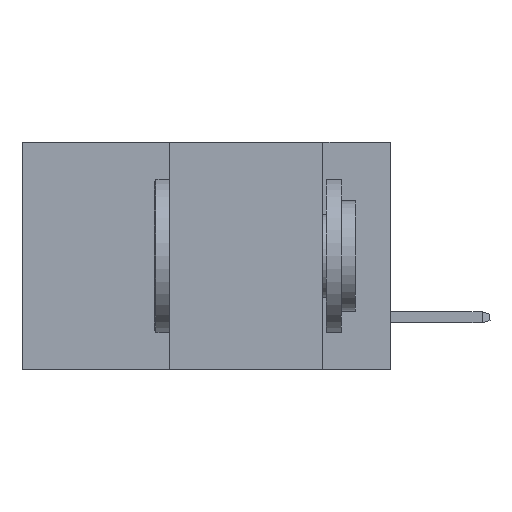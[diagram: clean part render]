
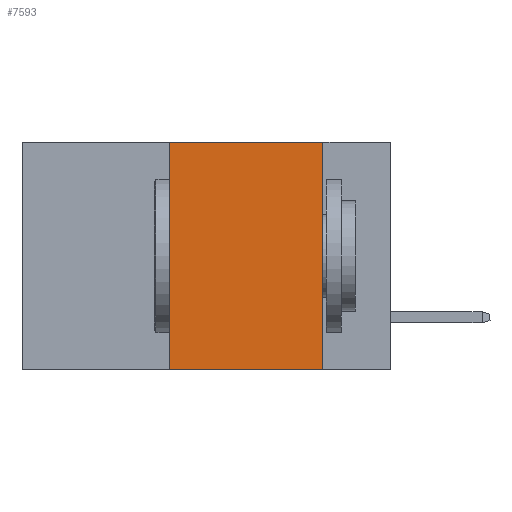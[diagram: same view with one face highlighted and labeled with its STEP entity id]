
A CAD part, left-side view. The second image highlights one B-rep face of the part: STEP entity #7593.
In plain terms, the highlighted planar face has unit normal (-1, 0, 0).
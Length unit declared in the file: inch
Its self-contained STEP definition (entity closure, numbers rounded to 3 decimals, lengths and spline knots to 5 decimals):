
#186 = DIRECTION ( 'NONE',  ( 0., -1., 0. ) ) ;
#586 = CARTESIAN_POINT ( 'NONE',  ( 0., 0.36, 0. ) ) ;
#635 = VERTEX_POINT ( 'NONE', #33159 ) ;
#2209 = EDGE_CURVE ( 'NONE', #635, #23861, #18602, .T. ) ;
#3366 = VECTOR ( 'NONE', #17017, 39.37008 ) ;
#7593 = ADVANCED_FACE ( 'NONE', ( #34042 ), #26077, .F. ) ;
#11044 = CARTESIAN_POINT ( 'NONE',  ( 0., 0.6, -0.37 ) ) ;
#11254 = VERTEX_POINT ( 'NONE', #26643 ) ;
#11389 = VECTOR ( 'NONE', #27167, 39.37008 ) ;
#12304 = DIRECTION ( 'NONE',  ( 0., 0., -1. ) ) ;
#12563 = CARTESIAN_POINT ( 'NONE',  ( 0., 0.6, 0. ) ) ;
#12673 = DIRECTION ( 'NONE',  ( 0., 0., -1. ) ) ;
#14904 = LINE ( 'NONE', #22049, #34426 ) ;
#15317 = EDGE_CURVE ( 'NONE', #24067, #11254, #14904, .T. ) ;
#15700 = ORIENTED_EDGE ( 'NONE', *, *, #34036, .F. ) ;
#16614 = ORIENTED_EDGE ( 'NONE', *, *, #2209, .T. ) ;
#17017 = DIRECTION ( 'NONE',  ( 0., 0., 1. ) ) ;
#17387 = CARTESIAN_POINT ( 'NONE',  ( 0., 0.36, 0. ) ) ;
#17631 = CARTESIAN_POINT ( 'NONE',  ( 0., 0.11, 0. ) ) ;
#18602 = LINE ( 'NONE', #11044, #11389 ) ;
#18903 = ORIENTED_EDGE ( 'NONE', *, *, #21654, .F. ) ;
#20737 = VECTOR ( 'NONE', #12304, 39.37008 ) ;
#21654 = EDGE_CURVE ( 'NONE', #635, #24067, #28090, .T. ) ;
#21884 = CARTESIAN_POINT ( 'NONE',  ( 0., 0.11, -0.37 ) ) ;
#22049 = CARTESIAN_POINT ( 'NONE',  ( 0., 0.6, 0. ) ) ;
#23861 = VERTEX_POINT ( 'NONE', #21884 ) ;
#24067 = VERTEX_POINT ( 'NONE', #17387 ) ;
#25450 = AXIS2_PLACEMENT_3D ( 'NONE', #12563, #28744, #12673 ) ;
#26077 = PLANE ( 'NONE',  #25450 ) ;
#26643 = CARTESIAN_POINT ( 'NONE',  ( 0., 0.11, 0. ) ) ;
#27167 = DIRECTION ( 'NONE',  ( 0., -1., 0. ) ) ;
#27857 = LINE ( 'NONE', #17631, #20737 ) ;
#28090 = LINE ( 'NONE', #586, #3366 ) ;
#28504 = ORIENTED_EDGE ( 'NONE', *, *, #15317, .F. ) ;
#28744 = DIRECTION ( 'NONE',  ( 1., 0., 0. ) ) ;
#31693 = EDGE_LOOP ( 'NONE', ( #15700, #28504, #18903, #16614 ) ) ;
#33159 = CARTESIAN_POINT ( 'NONE',  ( 0., 0.36, -0.37 ) ) ;
#34036 = EDGE_CURVE ( 'NONE', #11254, #23861, #27857, .T. ) ;
#34042 = FACE_OUTER_BOUND ( 'NONE', #31693, .T. ) ;
#34426 = VECTOR ( 'NONE', #186, 39.37008 ) ;
